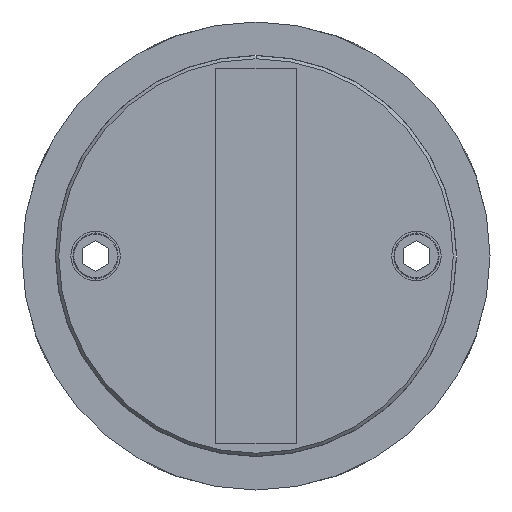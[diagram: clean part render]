
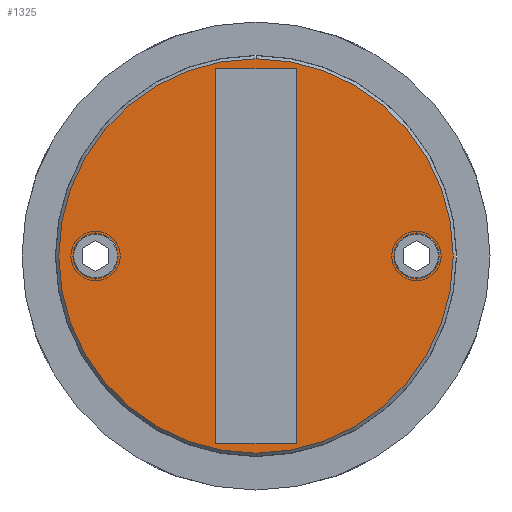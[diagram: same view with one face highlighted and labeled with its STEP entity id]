
A CAD part, left-side view. The second image highlights one B-rep face of the part: STEP entity #1325.
In plain terms, the highlighted planar face has unit normal (-1, 0, 0).
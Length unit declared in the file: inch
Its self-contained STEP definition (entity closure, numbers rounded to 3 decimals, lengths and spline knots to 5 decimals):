
#83 = AXIS2_PLACEMENT_3D ( 'NONE', #7749, #2688, #4681 ) ;
#214 = CARTESIAN_POINT ( 'NONE',  ( 0., -1.5, 0.21095 ) ) ;
#237 = CIRCLE ( 'NONE', #3519, 0.068 ) ;
#257 = FACE_OUTER_BOUND ( 'NONE', #10168, .T. ) ;
#355 = CARTESIAN_POINT ( 'NONE',  ( 0., 0., 0. ) ) ;
#469 = CARTESIAN_POINT ( 'NONE',  ( 0., -1.5, -0.21095 ) ) ;
#522 = FACE_BOUND ( 'NONE', #1686, .T. ) ;
#581 = AXIS2_PLACEMENT_3D ( 'NONE', #2707, #8612, #3575 ) ;
#587 = EDGE_CURVE ( 'NONE', #5229, #10649, #2780, .T. ) ;
#624 = CARTESIAN_POINT ( 'NONE',  ( 0., 1.5, 0. ) ) ;
#695 = DIRECTION ( 'NONE',  ( 0., 0., 1. ) ) ;
#857 = AXIS2_PLACEMENT_3D ( 'NONE', #3943, #9829, #4804 ) ;
#1091 = VERTEX_POINT ( 'NONE', #4599 ) ;
#1157 = AXIS2_PLACEMENT_3D ( 'NONE', #10826, #5798, #695 ) ;
#1199 = CARTESIAN_POINT ( 'NONE',  ( 0., 0., 1.8435 ) ) ;
#1209 = DIRECTION ( 'NONE',  ( 0., 0., -1. ) ) ;
#1325 = ADVANCED_FACE ( 'NONE', ( #257, #4781, #2518, #522, #8984 ), #9905, .F. ) ;
#1451 = CIRCLE ( 'NONE', #8871, 1.8435 ) ;
#1461 = CIRCLE ( 'NONE', #1157, 0.21095 ) ;
#1478 = DIRECTION ( 'NONE',  ( 0., 0., 1. ) ) ;
#1616 = DIRECTION ( 'NONE',  ( -1., 0., 0. ) ) ;
#1648 = ORIENTED_EDGE ( 'NONE', *, *, #5653, .F. ) ;
#1686 = EDGE_LOOP ( 'NONE', ( #5704, #3944 ) ) ;
#2007 = EDGE_LOOP ( 'NONE', ( #1648, #8094 ) ) ;
#2112 = ORIENTED_EDGE ( 'NONE', *, *, #9164, .F. ) ;
#2168 = EDGE_CURVE ( 'NONE', #7514, #1091, #2322, .T. ) ;
#2322 = CIRCLE ( 'NONE', #4270, 0.068 ) ;
#2441 = CARTESIAN_POINT ( 'NONE',  ( 0., 0., 1.318 ) ) ;
#2498 = DIRECTION ( 'NONE',  ( -1., 0., 0. ) ) ;
#2518 = FACE_BOUND ( 'NONE', #8313, .T. ) ;
#2631 = AXIS2_PLACEMENT_3D ( 'NONE', #355, #6291, #1209 ) ;
#2688 = DIRECTION ( 'NONE',  ( -1., 0., 0. ) ) ;
#2707 = CARTESIAN_POINT ( 'NONE',  ( 0., 0., 1.25 ) ) ;
#2734 = VERTEX_POINT ( 'NONE', #7371 ) ;
#2780 = CIRCLE ( 'NONE', #83, 0.21095 ) ;
#3029 = ORIENTED_EDGE ( 'NONE', *, *, #7263, .T. ) ;
#3072 = ORIENTED_EDGE ( 'NONE', *, *, #7046, .F. ) ;
#3090 = CIRCLE ( 'NONE', #581, 0.068 ) ;
#3519 = AXIS2_PLACEMENT_3D ( 'NONE', #10062, #5025, #10898 ) ;
#3575 = DIRECTION ( 'NONE',  ( 0., 0., 1. ) ) ;
#3943 = CARTESIAN_POINT ( 'NONE',  ( 0., -1.5, 0. ) ) ;
#3944 = ORIENTED_EDGE ( 'NONE', *, *, #9243, .F. ) ;
#3977 = VERTEX_POINT ( 'NONE', #1199 ) ;
#4270 = AXIS2_PLACEMENT_3D ( 'NONE', #4290, #2498, #7554 ) ;
#4279 = CIRCLE ( 'NONE', #5290, 0.21095 ) ;
#4290 = CARTESIAN_POINT ( 'NONE',  ( 0., 0., -1.25 ) ) ;
#4481 = ORIENTED_EDGE ( 'NONE', *, *, #5036, .F. ) ;
#4568 = AXIS2_PLACEMENT_3D ( 'NONE', #9559, #10409, #6227 ) ;
#4599 = CARTESIAN_POINT ( 'NONE',  ( 0., 0., -1.318 ) ) ;
#4681 = DIRECTION ( 'NONE',  ( 0., 0., 1. ) ) ;
#4716 = CARTESIAN_POINT ( 'NONE',  ( 0., 0., 0. ) ) ;
#4781 = FACE_BOUND ( 'NONE', #2007, .T. ) ;
#4804 = DIRECTION ( 'NONE',  ( 0., 0., 1. ) ) ;
#5025 = DIRECTION ( 'NONE',  ( -1., 0., 0. ) ) ;
#5036 = EDGE_CURVE ( 'NONE', #6671, #10680, #1461, .T. ) ;
#5229 = VERTEX_POINT ( 'NONE', #7665 ) ;
#5285 = ORIENTED_EDGE ( 'NONE', *, *, #2168, .F. ) ;
#5290 = AXIS2_PLACEMENT_3D ( 'NONE', #624, #6562, #1478 ) ;
#5565 = DIRECTION ( 'NONE',  ( 0., 0., -1. ) ) ;
#5632 = AXIS2_PLACEMENT_3D ( 'NONE', #6690, #1616, #7529 ) ;
#5653 = EDGE_CURVE ( 'NONE', #7031, #2734, #237, .T. ) ;
#5704 = ORIENTED_EDGE ( 'NONE', *, *, #587, .F. ) ;
#5798 = DIRECTION ( 'NONE',  ( -1., 0., 0. ) ) ;
#6227 = DIRECTION ( 'NONE',  ( 0., 0., -1. ) ) ;
#6291 = DIRECTION ( 'NONE',  ( -1., 0., 0. ) ) ;
#6459 = CARTESIAN_POINT ( 'NONE',  ( 0., 0., -1.8435 ) ) ;
#6494 = CARTESIAN_POINT ( 'NONE',  ( 0., 0., -1.182 ) ) ;
#6562 = DIRECTION ( 'NONE',  ( -1., 0., 0. ) ) ;
#6671 = VERTEX_POINT ( 'NONE', #214 ) ;
#6690 = CARTESIAN_POINT ( 'NONE',  ( 0., 0., -1.25 ) ) ;
#7031 = VERTEX_POINT ( 'NONE', #2441 ) ;
#7046 = EDGE_CURVE ( 'NONE', #1091, #7514, #7763, .T. ) ;
#7263 = EDGE_CURVE ( 'NONE', #3977, #8783, #9727, .T. ) ;
#7371 = CARTESIAN_POINT ( 'NONE',  ( 0., 0., 1.182 ) ) ;
#7514 = VERTEX_POINT ( 'NONE', #6494 ) ;
#7529 = DIRECTION ( 'NONE',  ( 0., 0., 1. ) ) ;
#7554 = DIRECTION ( 'NONE',  ( 0., 0., 1. ) ) ;
#7665 = CARTESIAN_POINT ( 'NONE',  ( 0., 1.5, 0.21095 ) ) ;
#7749 = CARTESIAN_POINT ( 'NONE',  ( 0., 1.5, 0. ) ) ;
#7763 = CIRCLE ( 'NONE', #5632, 0.068 ) ;
#8094 = ORIENTED_EDGE ( 'NONE', *, *, #9941, .F. ) ;
#8095 = CIRCLE ( 'NONE', #857, 0.21095 ) ;
#8313 = EDGE_LOOP ( 'NONE', ( #5285, #3072 ) ) ;
#8612 = DIRECTION ( 'NONE',  ( -1., 0., 0. ) ) ;
#8783 = VERTEX_POINT ( 'NONE', #6459 ) ;
#8871 = AXIS2_PLACEMENT_3D ( 'NONE', #4716, #10585, #5565 ) ;
#8984 = FACE_BOUND ( 'NONE', #9718, .T. ) ;
#9164 = EDGE_CURVE ( 'NONE', #10680, #6671, #8095, .T. ) ;
#9243 = EDGE_CURVE ( 'NONE', #10649, #5229, #4279, .T. ) ;
#9343 = ORIENTED_EDGE ( 'NONE', *, *, #9634, .T. ) ;
#9559 = CARTESIAN_POINT ( 'NONE',  ( 0., 0., 0. ) ) ;
#9634 = EDGE_CURVE ( 'NONE', #8783, #3977, #1451, .T. ) ;
#9718 = EDGE_LOOP ( 'NONE', ( #4481, #2112 ) ) ;
#9727 = CIRCLE ( 'NONE', #2631, 1.8435 ) ;
#9740 = CARTESIAN_POINT ( 'NONE',  ( 0., 1.5, -0.21095 ) ) ;
#9829 = DIRECTION ( 'NONE',  ( -1., 0., 0. ) ) ;
#9905 = PLANE ( 'NONE',  #4568 ) ;
#9941 = EDGE_CURVE ( 'NONE', #2734, #7031, #3090, .T. ) ;
#10062 = CARTESIAN_POINT ( 'NONE',  ( 0., 0., 1.25 ) ) ;
#10168 = EDGE_LOOP ( 'NONE', ( #9343, #3029 ) ) ;
#10409 = DIRECTION ( 'NONE',  ( 1., 0., 0. ) ) ;
#10585 = DIRECTION ( 'NONE',  ( -1., 0., 0. ) ) ;
#10649 = VERTEX_POINT ( 'NONE', #9740 ) ;
#10680 = VERTEX_POINT ( 'NONE', #469 ) ;
#10826 = CARTESIAN_POINT ( 'NONE',  ( 0., -1.5, 0. ) ) ;
#10898 = DIRECTION ( 'NONE',  ( 0., 0., 1. ) ) ;
